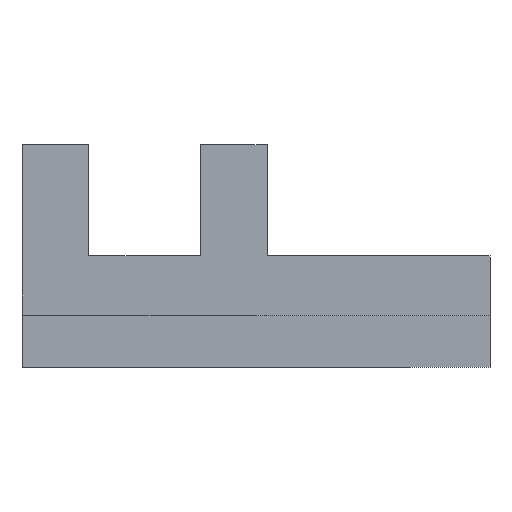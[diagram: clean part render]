
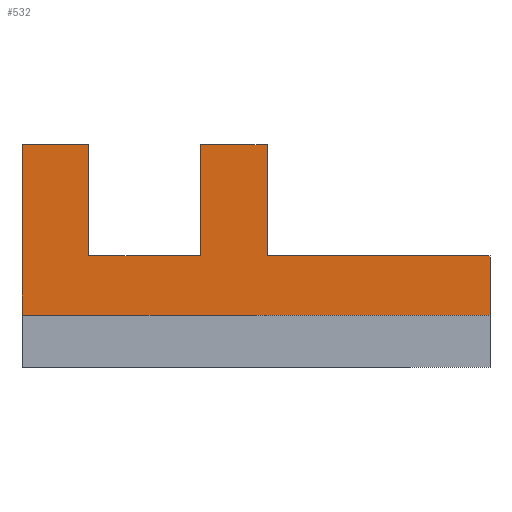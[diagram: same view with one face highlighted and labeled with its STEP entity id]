
A CAD part, front view. The second image highlights one B-rep face of the part: STEP entity #532.
In plain terms, the highlighted planar face has unit normal (0, -1, 0).
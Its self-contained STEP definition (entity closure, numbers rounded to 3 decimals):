
#153 = VERTEX_POINT('',#154);
#154 = CARTESIAN_POINT('',(0.,-42.5,20.));
#160 = EDGE_CURVE('',#161,#153,#163,.T.);
#161 = VERTEX_POINT('',#162);
#162 = CARTESIAN_POINT('',(0.,-42.5,4.7));
#163 = LINE('',#164,#165);
#164 = CARTESIAN_POINT('',(0.,-42.5,4.7));
#165 = VECTOR('',#166,1.);
#166 = DIRECTION('',(0.,0.,1.));
#209 = VERTEX_POINT('',#210);
#210 = CARTESIAN_POINT('',(42.,-42.5,4.7));
#216 = EDGE_CURVE('',#209,#217,#219,.T.);
#217 = VERTEX_POINT('',#218);
#218 = CARTESIAN_POINT('',(42.,-42.5,10.));
#219 = LINE('',#220,#221);
#220 = CARTESIAN_POINT('',(42.,-42.5,4.7));
#221 = VECTOR('',#222,1.);
#222 = DIRECTION('',(0.,0.,1.));
#510 = EDGE_CURVE('',#209,#161,#511,.T.);
#511 = LINE('',#512,#513);
#512 = CARTESIAN_POINT('',(42.,-42.5,4.7));
#513 = VECTOR('',#514,1.);
#514 = DIRECTION('',(-1.,0.,0.));
#532 = ADVANCED_FACE('',(#533),#592,.T.);
#533 = FACE_BOUND('',#534,.T.);
#534 = EDGE_LOOP('',(#535,#536,#537,#545,#553,#561,#569,#577,#585,#591)
  );
#535 = ORIENTED_EDGE('',*,*,#510,.F.);
#536 = ORIENTED_EDGE('',*,*,#216,.T.);
#537 = ORIENTED_EDGE('',*,*,#538,.T.);
#538 = EDGE_CURVE('',#217,#539,#541,.T.);
#539 = VERTEX_POINT('',#540);
#540 = CARTESIAN_POINT('',(22.,-42.5,10.));
#541 = LINE('',#542,#543);
#542 = CARTESIAN_POINT('',(42.,-42.5,10.));
#543 = VECTOR('',#544,1.);
#544 = DIRECTION('',(-1.,0.,0.));
#545 = ORIENTED_EDGE('',*,*,#546,.T.);
#546 = EDGE_CURVE('',#539,#547,#549,.T.);
#547 = VERTEX_POINT('',#548);
#548 = CARTESIAN_POINT('',(22.,-42.5,20.));
#549 = LINE('',#550,#551);
#550 = CARTESIAN_POINT('',(22.,-42.5,7.35));
#551 = VECTOR('',#552,1.);
#552 = DIRECTION('',(0.,0.,1.));
#553 = ORIENTED_EDGE('',*,*,#554,.T.);
#554 = EDGE_CURVE('',#547,#555,#557,.T.);
#555 = VERTEX_POINT('',#556);
#556 = CARTESIAN_POINT('',(16.,-42.5,20.));
#557 = LINE('',#558,#559);
#558 = CARTESIAN_POINT('',(32.,-42.5,20.));
#559 = VECTOR('',#560,1.);
#560 = DIRECTION('',(-1.,0.,0.));
#561 = ORIENTED_EDGE('',*,*,#562,.T.);
#562 = EDGE_CURVE('',#555,#563,#565,.T.);
#563 = VERTEX_POINT('',#564);
#564 = CARTESIAN_POINT('',(16.,-42.5,10.));
#565 = LINE('',#566,#567);
#566 = CARTESIAN_POINT('',(16.,-42.5,12.35));
#567 = VECTOR('',#568,1.);
#568 = DIRECTION('',(0.,0.,-1.));
#569 = ORIENTED_EDGE('',*,*,#570,.T.);
#570 = EDGE_CURVE('',#563,#571,#573,.T.);
#571 = VERTEX_POINT('',#572);
#572 = CARTESIAN_POINT('',(6.,-42.5,10.));
#573 = LINE('',#574,#575);
#574 = CARTESIAN_POINT('',(29.,-42.5,10.));
#575 = VECTOR('',#576,1.);
#576 = DIRECTION('',(-1.,0.,0.));
#577 = ORIENTED_EDGE('',*,*,#578,.T.);
#578 = EDGE_CURVE('',#571,#579,#581,.T.);
#579 = VERTEX_POINT('',#580);
#580 = CARTESIAN_POINT('',(6.,-42.5,20.));
#581 = LINE('',#582,#583);
#582 = CARTESIAN_POINT('',(6.,-42.5,7.35));
#583 = VECTOR('',#584,1.);
#584 = DIRECTION('',(0.,0.,1.));
#585 = ORIENTED_EDGE('',*,*,#586,.T.);
#586 = EDGE_CURVE('',#579,#153,#587,.T.);
#587 = LINE('',#588,#589);
#588 = CARTESIAN_POINT('',(24.,-42.5,20.));
#589 = VECTOR('',#590,1.);
#590 = DIRECTION('',(-1.,0.,0.));
#591 = ORIENTED_EDGE('',*,*,#160,.F.);
#592 = PLANE('',#593);
#593 = AXIS2_PLACEMENT_3D('',#594,#595,#596);
#594 = CARTESIAN_POINT('',(42.,-42.5,4.7));
#595 = DIRECTION('',(0.,-1.,0.));
#596 = DIRECTION('',(-1.,0.,0.));
